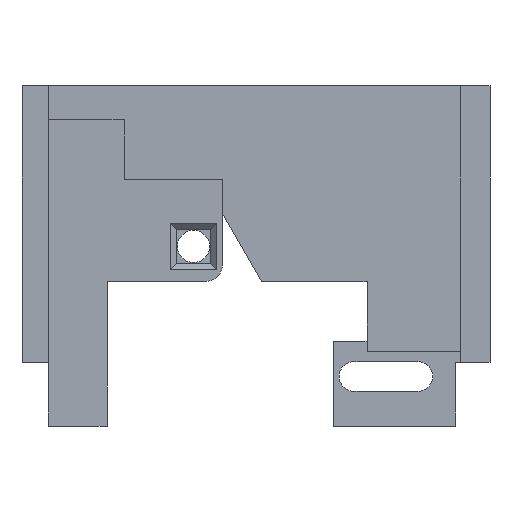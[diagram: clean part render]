
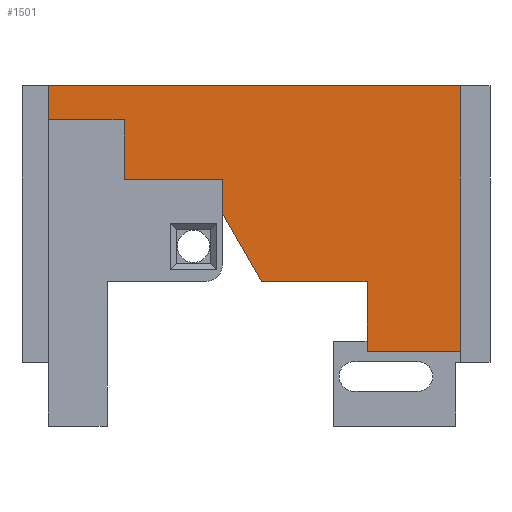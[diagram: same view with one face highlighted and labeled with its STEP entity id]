
A CAD part, front view. The second image highlights one B-rep face of the part: STEP entity #1501.
In plain terms, the highlighted planar face has unit normal (0, -1, 0).
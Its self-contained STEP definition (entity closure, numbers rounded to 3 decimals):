
#66=FACE_OUTER_BOUND('',#146,.T.);
#146=EDGE_LOOP('',(#1077,#1078,#1079,#1080,#1081,#1082,#1083,#1084,#1085,
#1086,#1087));
#228=LINE('',#2091,#419);
#248=LINE('',#2136,#439);
#252=LINE('',#2144,#443);
#265=LINE('',#2170,#456);
#293=LINE('',#2237,#484);
#298=LINE('',#2249,#489);
#310=LINE('',#2273,#501);
#311=LINE('',#2275,#502);
#312=LINE('',#2277,#503);
#313=LINE('',#2278,#504);
#314=LINE('',#2279,#505);
#419=VECTOR('',#1706,10.);
#439=VECTOR('',#1736,10.);
#443=VECTOR('',#1742,10.);
#456=VECTOR('',#1761,10.);
#484=VECTOR('',#1811,10.);
#489=VECTOR('',#1822,10.);
#501=VECTOR('',#1842,10.);
#502=VECTOR('',#1843,10.);
#503=VECTOR('',#1844,10.);
#504=VECTOR('',#1845,10.);
#505=VECTOR('',#1846,10.);
#604=VERTEX_POINT('',#2088);
#605=VERTEX_POINT('',#2090);
#624=VERTEX_POINT('',#2134);
#625=VERTEX_POINT('',#2135);
#628=VERTEX_POINT('',#2143);
#666=VERTEX_POINT('',#2236);
#669=VERTEX_POINT('',#2247);
#670=VERTEX_POINT('',#2248);
#678=VERTEX_POINT('',#2272);
#679=VERTEX_POINT('',#2274);
#680=VERTEX_POINT('',#2276);
#744=EDGE_CURVE('',#604,#605,#228,.T.);
#766=EDGE_CURVE('',#624,#625,#248,.T.);
#770=EDGE_CURVE('',#625,#628,#252,.T.);
#784=EDGE_CURVE('',#628,#604,#265,.T.);
#816=EDGE_CURVE('',#666,#605,#293,.T.);
#822=EDGE_CURVE('',#669,#670,#298,.T.);
#835=EDGE_CURVE('',#678,#624,#310,.T.);
#836=EDGE_CURVE('',#678,#679,#311,.T.);
#837=EDGE_CURVE('',#679,#680,#312,.T.);
#838=EDGE_CURVE('',#670,#680,#313,.T.);
#839=EDGE_CURVE('',#666,#669,#314,.T.);
#1077=ORIENTED_EDGE('',*,*,#835,.F.);
#1078=ORIENTED_EDGE('',*,*,#836,.T.);
#1079=ORIENTED_EDGE('',*,*,#837,.T.);
#1080=ORIENTED_EDGE('',*,*,#838,.F.);
#1081=ORIENTED_EDGE('',*,*,#822,.F.);
#1082=ORIENTED_EDGE('',*,*,#839,.F.);
#1083=ORIENTED_EDGE('',*,*,#816,.T.);
#1084=ORIENTED_EDGE('',*,*,#744,.F.);
#1085=ORIENTED_EDGE('',*,*,#784,.F.);
#1086=ORIENTED_EDGE('',*,*,#770,.F.);
#1087=ORIENTED_EDGE('',*,*,#766,.F.);
#1351=PLANE('',#1606);
#1501=ADVANCED_FACE('',(#66),#1351,.T.);
#1606=AXIS2_PLACEMENT_3D('',#2271,#1840,#1841);
#1706=DIRECTION('',(0.,0.,1.));
#1736=DIRECTION('',(-1.,0.,0.));
#1742=DIRECTION('',(0.,0.,1.));
#1761=DIRECTION('',(-1.,0.,0.));
#1811=DIRECTION('',(-1.,0.,0.));
#1822=DIRECTION('',(-1.,0.,0.));
#1840=DIRECTION('center_axis',(0.,-1.,0.));
#1841=DIRECTION('ref_axis',(0.,0.,-1.));
#1842=DIRECTION('',(0.,0.,1.));
#1843=DIRECTION('',(0.5,0.,-0.866));
#1844=DIRECTION('',(1.,0.,0.));
#1845=DIRECTION('',(0.,0.,1.));
#1846=DIRECTION('',(0.,0.,-1.));
#2088=CARTESIAN_POINT('',(-38.344,6.129,6.523));
#2090=CARTESIAN_POINT('',(-38.344,6.129,10.523));
#2091=CARTESIAN_POINT('',(-38.344,6.129,-8.239));
#2134=CARTESIAN_POINT('',(-17.898,6.129,-0.477));
#2135=CARTESIAN_POINT('',(-29.444,6.129,-0.477));
#2136=CARTESIAN_POINT('',(-26.557,6.129,-0.477));
#2143=CARTESIAN_POINT('',(-29.444,6.129,6.523));
#2144=CARTESIAN_POINT('',(-29.444,6.129,4.773));
#2170=CARTESIAN_POINT('',(-33.232,6.129,6.523));
#2236=CARTESIAN_POINT('',(10.056,6.129,10.523));
#2237=CARTESIAN_POINT('',(-35.248,6.129,10.523));
#2247=CARTESIAN_POINT('',(10.056,6.129,-20.677));
#2248=CARTESIAN_POINT('',(-0.898,6.129,-20.677));
#2249=CARTESIAN_POINT('',(1.841,6.129,-20.677));
#2271=CARTESIAN_POINT('Origin',(-8.898,6.129,-3.238));
#2272=CARTESIAN_POINT('',(-17.898,6.129,-4.477));
#2273=CARTESIAN_POINT('',(-17.898,6.129,6.));
#2274=CARTESIAN_POINT('',(-13.279,6.129,-12.477));
#2275=CARTESIAN_POINT('',(-17.898,6.129,-4.477));
#2276=CARTESIAN_POINT('',(-0.898,6.129,-12.477));
#2277=CARTESIAN_POINT('',(-11.088,6.129,-12.477));
#2278=CARTESIAN_POINT('',(-0.898,6.129,-19.777));
#2279=CARTESIAN_POINT('',(10.056,6.129,-8.038));
